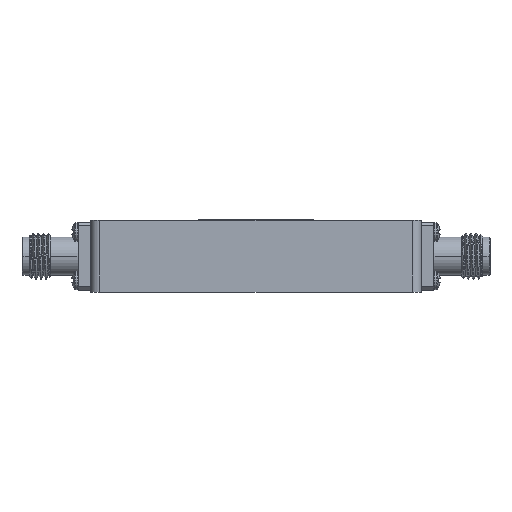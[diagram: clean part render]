
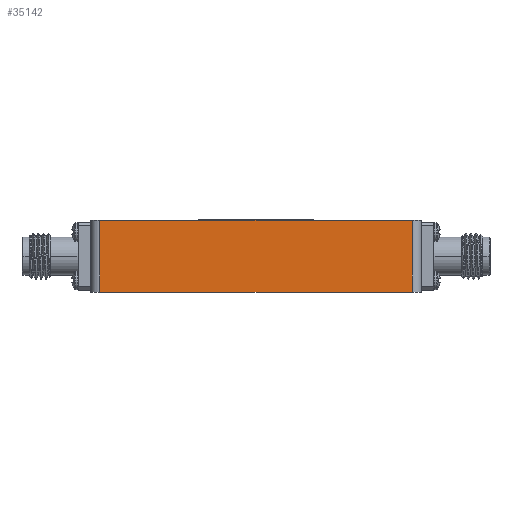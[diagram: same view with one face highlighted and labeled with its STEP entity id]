
A CAD part, left-side view. The second image highlights one B-rep face of the part: STEP entity #35142.
In plain terms, the highlighted planar face has unit normal (-1, 0, 0).
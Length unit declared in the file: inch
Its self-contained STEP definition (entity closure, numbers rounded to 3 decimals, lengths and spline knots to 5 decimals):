
#3270 = DIRECTION ( 'NONE',  ( 0., 0., 1. ) ) ;
#4615 = PLANE ( 'NONE',  #51052 ) ;
#6687 = EDGE_CURVE ( 'NONE', #15895, #112128, #60053, .T. ) ;
#15895 = VERTEX_POINT ( 'NONE', #111528 ) ;
#16857 = DIRECTION ( 'NONE',  ( 0., -1., 0. ) ) ;
#17541 = DIRECTION ( 'NONE',  ( 0., 0., -1. ) ) ;
#17820 = EDGE_CURVE ( 'NONE', #45661, #112128, #72842, .T. ) ;
#23579 = DIRECTION ( 'NONE',  ( 1., 0., 0. ) ) ;
#26719 = CARTESIAN_POINT ( 'NONE',  ( -1.02362, -0.90551, 0.19685 ) ) ;
#35142 = ADVANCED_FACE ( 'NONE', ( #67253 ), #4615, .F. ) ;
#35872 = EDGE_LOOP ( 'NONE', ( #107672, #64331, #72113, #36207 ) ) ;
#36207 = ORIENTED_EDGE ( 'NONE', *, *, #17820, .T. ) ;
#40076 = VERTEX_POINT ( 'NONE', #61422 ) ;
#42284 = CARTESIAN_POINT ( 'NONE',  ( -1.02362, 0.85551, 0.19685 ) ) ;
#42477 = VECTOR ( 'NONE', #77888, 39.37008 ) ;
#45661 = VERTEX_POINT ( 'NONE', #94593 ) ;
#46365 = VECTOR ( 'NONE', #17541, 39.37008 ) ;
#50883 = EDGE_CURVE ( 'NONE', #40076, #45661, #53024, .T. ) ;
#51052 = AXIS2_PLACEMENT_3D ( 'NONE', #65544, #23579, #93666 ) ;
#53024 = LINE ( 'NONE', #54136, #75159 ) ;
#54136 = CARTESIAN_POINT ( 'NONE',  ( -1.02362, -0.90551, -0.19685 ) ) ;
#60053 = LINE ( 'NONE', #26719, #42477 ) ;
#61422 = CARTESIAN_POINT ( 'NONE',  ( -1.02362, 0.85551, -0.19685 ) ) ;
#64331 = ORIENTED_EDGE ( 'NONE', *, *, #112968, .T. ) ;
#65544 = CARTESIAN_POINT ( 'NONE',  ( -1.02362, -0.90551, 0.19685 ) ) ;
#67136 = VECTOR ( 'NONE', #3270, 39.37008 ) ;
#67253 = FACE_OUTER_BOUND ( 'NONE', #35872, .T. ) ;
#72113 = ORIENTED_EDGE ( 'NONE', *, *, #50883, .T. ) ;
#72842 = LINE ( 'NONE', #100358, #67136 ) ;
#75159 = VECTOR ( 'NONE', #16857, 39.37008 ) ;
#77888 = DIRECTION ( 'NONE',  ( 0., -1., 0. ) ) ;
#86799 = CARTESIAN_POINT ( 'NONE',  ( -1.02362, -0.85551, 0.19685 ) ) ;
#93666 = DIRECTION ( 'NONE',  ( 0., 1., 0. ) ) ;
#94593 = CARTESIAN_POINT ( 'NONE',  ( -1.02362, -0.85551, -0.19685 ) ) ;
#95707 = LINE ( 'NONE', #42284, #46365 ) ;
#100358 = CARTESIAN_POINT ( 'NONE',  ( -1.02362, -0.85551, 0.19685 ) ) ;
#107672 = ORIENTED_EDGE ( 'NONE', *, *, #6687, .F. ) ;
#111528 = CARTESIAN_POINT ( 'NONE',  ( -1.02362, 0.85551, 0.19685 ) ) ;
#112128 = VERTEX_POINT ( 'NONE', #86799 ) ;
#112968 = EDGE_CURVE ( 'NONE', #15895, #40076, #95707, .T. ) ;
